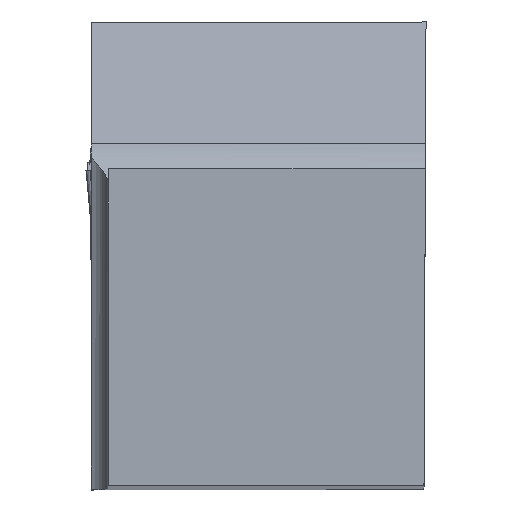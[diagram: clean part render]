
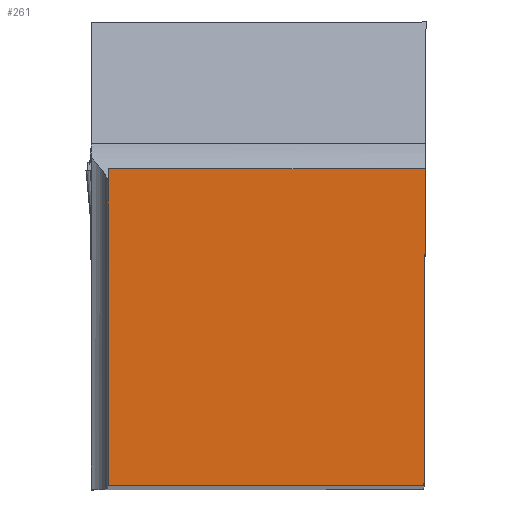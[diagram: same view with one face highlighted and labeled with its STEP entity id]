
A CAD part, top view. The second image highlights one B-rep face of the part: STEP entity #261.
In plain terms, the highlighted planar face has unit normal (0, 0, 1).
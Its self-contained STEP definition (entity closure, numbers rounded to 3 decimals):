
#261=ADVANCED_FACE('CU_BACK_SU1',(#418),#361,.F.);
#361=PLANE('',#2037);
#418=FACE_OUTER_BOUND('',#523,.T.);
#523=EDGE_LOOP('',(#788,#789,#790,#791));
#788=ORIENTED_EDGE('',*,*,#1458,.T.);
#789=ORIENTED_EDGE('',*,*,#1419,.T.);
#790=ORIENTED_EDGE('',*,*,#1422,.T.);
#791=ORIENTED_EDGE('',*,*,#1461,.F.);
#1231=VERTEX_POINT('',#2645);
#1238=VERTEX_POINT('',#2660);
#1240=VERTEX_POINT('',#2666);
#1260=VERTEX_POINT('',#2748);
#1419=EDGE_CURVE('',#1231,#1238,#1686,.T.);
#1422=EDGE_CURVE('',#1238,#1240,#1689,.T.);
#1458=EDGE_CURVE('',#1260,#1231,#1717,.T.);
#1461=EDGE_CURVE('',#1260,#1240,#1720,.T.);
#1686=LINE('',#2661,#1838);
#1689=LINE('',#2667,#1841);
#1717=LINE('',#2747,#1869);
#1720=LINE('',#2752,#1872);
#1838=VECTOR('',#2210,1.);
#1841=VECTOR('',#2215,1.);
#1869=VECTOR('',#2289,1.);
#1872=VECTOR('',#2294,1.);
#2037=AXIS2_PLACEMENT_3D('',#2753,#2295,#2296);
#2210=DIRECTION('',(0.004,1.,0.));
#2215=DIRECTION('',(-1.,0.,0.));
#2289=DIRECTION('',(1.,0.,0.));
#2294=DIRECTION('',(0.,1.,0.));
#2295=DIRECTION('',(0.,0.,-1.));
#2296=DIRECTION('',(0.,-1.,0.));
#2645=CARTESIAN_POINT('',(-0.069,0.,0.));
#2660=CARTESIAN_POINT('',(0.,15.875,0.));
#2661=CARTESIAN_POINT('',(0.088,35.974,0.));
#2666=CARTESIAN_POINT('',(-15.875,15.875,0.));
#2667=CARTESIAN_POINT('',(22.794,15.875,0.));
#2747=CARTESIAN_POINT('',(22.794,0.,0.));
#2748=CARTESIAN_POINT('',(-15.875,0.,0.));
#2752=CARTESIAN_POINT('',(-15.875,35.875,0.));
#2753=CARTESIAN_POINT('',(22.794,35.875,0.));
